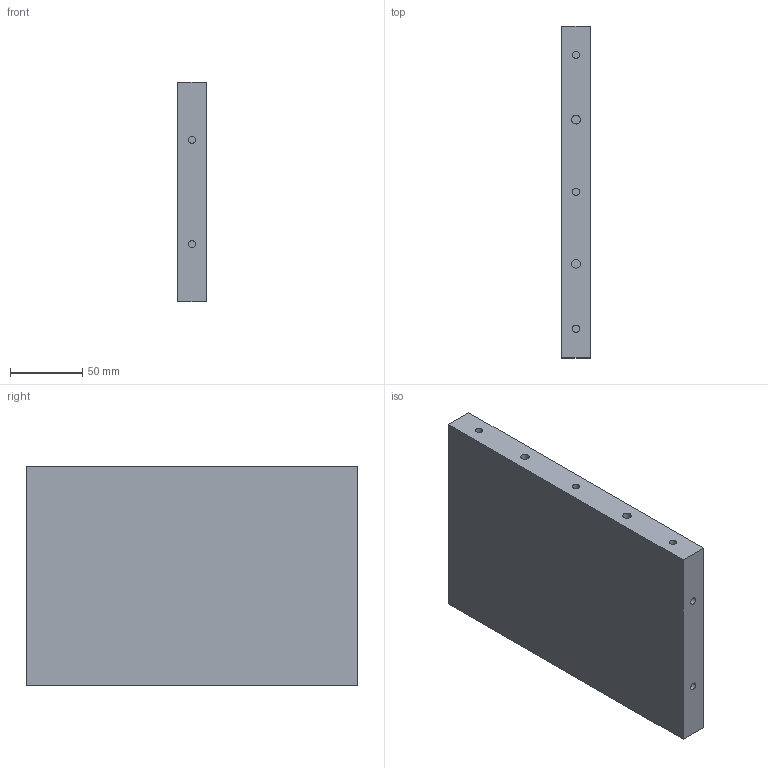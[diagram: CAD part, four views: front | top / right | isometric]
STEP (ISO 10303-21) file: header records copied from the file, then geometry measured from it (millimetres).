
FILE_DESCRIPTION(/* description */ (''),/* implementation_level */ '2;1');
FILE_NAME(/* name */ 'Side(2).step',/* time_stamp */ '2021-10-08T09:56:29+01:00',/* author */ (''),/* organization */ (''),/* preprocessor_version */ 'ST-DEVELOPER v18.1',/* originating_system */ 'Autodesk Translation Framework v10.10.0.1391',/* authorisation */ '');
FILE_SCHEMA (('AUTOMOTIVE_DESIGN { 1 0 10303 214 3 1 1 }'));
Length unit declared in the file: millimetre
Products named in the file (1): Side(2)
Bounding box: 20 x 230 x 152.35 mm (x, y, z)
Volume: 695126.1 mm3; surface area: 89678.9 mm2
Topology: 1 solids, 1 shells, 57 faces, 120 edges, 80 vertices
Faces by surface type: plane 25, bspline 18, cylinder 14
Full cylindrical faces by diameter (mm): 5.035 x10, 6 x4
Entity records: 1598 total; most frequent: CARTESIAN_POINT 420, ORIENTED_EDGE 240, DIRECTION 192, EDGE_CURVE 120, VERTEX_POINT 80, EDGE_LOOP 72, AXIS2_PLACEMENT_3D 68, FACE_OUTER_BOUND 57
